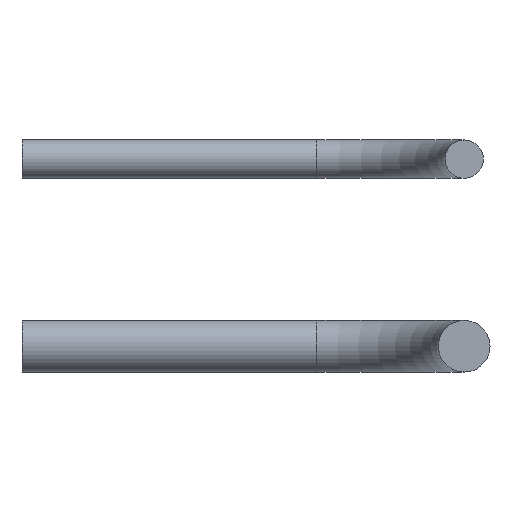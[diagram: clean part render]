
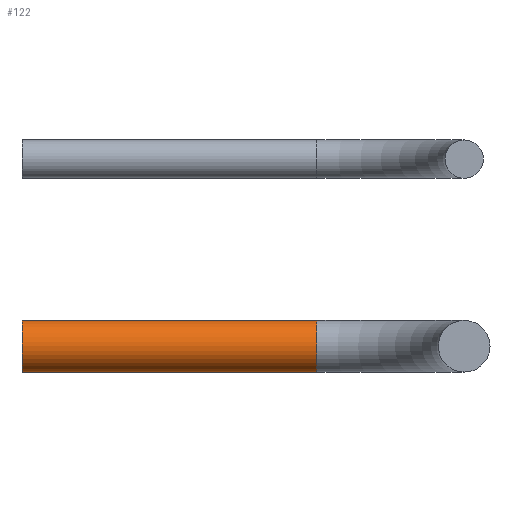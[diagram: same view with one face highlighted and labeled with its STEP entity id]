
A CAD part, front view. The second image highlights one B-rep face of the part: STEP entity #122.
In plain terms, the highlighted cylindrical face has radius 0.175 mm (diameter 0.35 mm), a full revolution.
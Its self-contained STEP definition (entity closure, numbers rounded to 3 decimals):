
#30=FACE_OUTER_BOUND('',#40,.T.);
#40=EDGE_LOOP('',(#105,#106,#107,#108));
#46=LINE('',#235,#50);
#50=VECTOR('',#199,0.175);
#59=CIRCLE('',#155,0.175);
#60=CIRCLE('',#157,0.175);
#67=VERTEX_POINT('',#230);
#68=VERTEX_POINT('',#234);
#80=EDGE_CURVE('',#67,#67,#59,.T.);
#81=EDGE_CURVE('',#67,#68,#46,.T.);
#82=EDGE_CURVE('',#68,#68,#60,.T.);
#105=ORIENTED_EDGE('',*,*,#80,.F.);
#106=ORIENTED_EDGE('',*,*,#81,.T.);
#107=ORIENTED_EDGE('',*,*,#82,.T.);
#108=ORIENTED_EDGE('',*,*,#81,.F.);
#114=CYLINDRICAL_SURFACE('',#156,0.175);
#122=ADVANCED_FACE('',(#30),#114,.T.);
#155=AXIS2_PLACEMENT_3D('',#232,#195,#196);
#156=AXIS2_PLACEMENT_3D('',#233,#197,#198);
#157=AXIS2_PLACEMENT_3D('',#236,#200,#201);
#195=DIRECTION('center_axis',(1.,0.,0.));
#196=DIRECTION('ref_axis',(0.,1.,0.));
#197=DIRECTION('center_axis',(1.,0.,0.));
#198=DIRECTION('ref_axis',(0.,1.,0.));
#199=DIRECTION('',(-1.,0.,0.));
#200=DIRECTION('center_axis',(1.,0.,0.));
#201=DIRECTION('ref_axis',(0.,1.,0.));
#230=CARTESIAN_POINT('',(2.,-0.175,-1.27));
#232=CARTESIAN_POINT('Origin',(2.,0.,-1.27));
#233=CARTESIAN_POINT('Origin',(0.,0.,-1.27));
#234=CARTESIAN_POINT('',(0.,-0.175,-1.27));
#235=CARTESIAN_POINT('',(0.,-0.175,-1.27));
#236=CARTESIAN_POINT('Origin',(0.,0.,-1.27));
